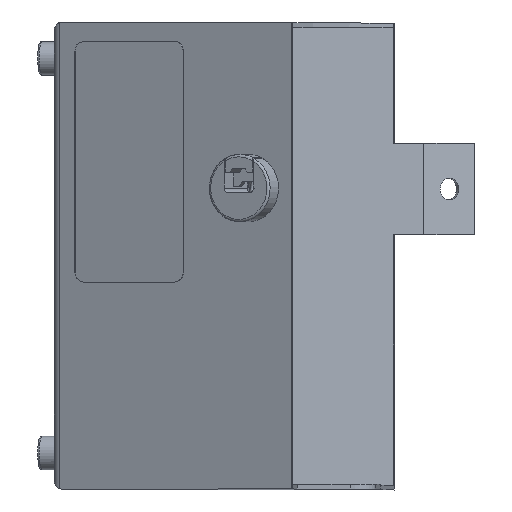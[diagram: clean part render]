
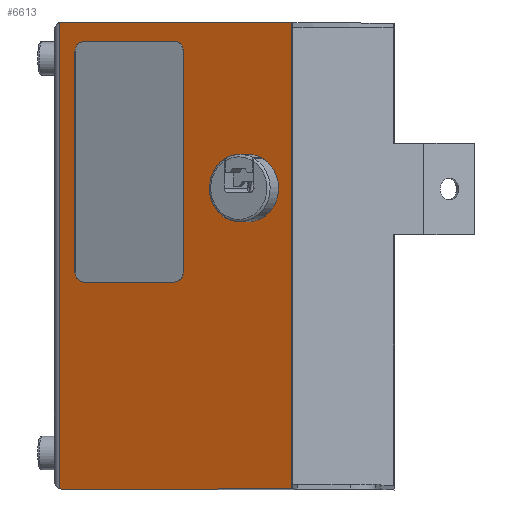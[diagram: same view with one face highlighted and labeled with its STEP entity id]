
A CAD part, top view. The second image highlights one B-rep face of the part: STEP entity #6613.
In plain terms, the highlighted planar face has unit normal (-0.44, 0, 0.898).
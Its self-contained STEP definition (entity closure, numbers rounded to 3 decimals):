
#59=CARTESIAN_POINT('',(-114.088,91.,44.647));
#60=VERTEX_POINT('',#59);
#67=CARTESIAN_POINT('',(-114.088,45.,44.647));
#68=VERTEX_POINT('',#67);
#69=CARTESIAN_POINT('',(-114.088,45.,44.647));
#70=DIRECTION('',(0.0,1.0,0.0));
#71=VECTOR('',#70,46.0);
#72=LINE('',#69,#71);
#73=EDGE_CURVE('',#68,#60,#72,.T.);
#98=CARTESIAN_POINT('',(-112.291,93.,45.526));
#99=VERTEX_POINT('',#98);
#106=CARTESIAN_POINT('',(-112.291,91.,45.526));
#107=DIRECTION('',(0.44,0.0,-0.898));
#108=DIRECTION('',(0.0,-1.0,0.0));
#109=AXIS2_PLACEMENT_3D('',#106,#107,#108);
#110=CIRCLE('',#109,2.);
#111=EDGE_CURVE('',#60,#99,#110,.T.);
#130=CARTESIAN_POINT('',(-93.429,93.,54.757));
#131=VERTEX_POINT('',#130);
#138=CARTESIAN_POINT('',(-112.291,93.,45.526));
#139=DIRECTION('',(0.898,0.0,0.44));
#140=VECTOR('',#139,21.);
#141=LINE('',#138,#140);
#142=EDGE_CURVE('',#99,#131,#141,.T.);
#162=CARTESIAN_POINT('',(-91.632,91.,55.636));
#163=VERTEX_POINT('',#162);
#170=CARTESIAN_POINT('',(-93.429,91.,54.757));
#171=DIRECTION('',(0.44,0.,-0.898));
#172=DIRECTION('',(-0.898,0.,-0.44));
#173=AXIS2_PLACEMENT_3D('',#170,#171,#172);
#174=CIRCLE('',#173,2.);
#175=EDGE_CURVE('',#131,#163,#174,.T.);
#194=CARTESIAN_POINT('',(-91.632,45.,55.636));
#195=VERTEX_POINT('',#194);
#202=CARTESIAN_POINT('',(-91.632,91.,55.636));
#203=DIRECTION('',(0.0,-1.0,0.0));
#204=VECTOR('',#203,46.);
#205=LINE('',#202,#204);
#206=EDGE_CURVE('',#163,#195,#205,.T.);
#226=CARTESIAN_POINT('',(-93.429,43.,54.757));
#227=VERTEX_POINT('',#226);
#234=CARTESIAN_POINT('',(-93.429,45.,54.757));
#235=DIRECTION('',(0.44,0.0,-0.898));
#236=DIRECTION('',(0.0,1.0,0.0));
#237=AXIS2_PLACEMENT_3D('',#234,#235,#236);
#238=CIRCLE('',#237,2.);
#239=EDGE_CURVE('',#195,#227,#238,.T.);
#258=CARTESIAN_POINT('',(-112.291,43.,45.526));
#259=VERTEX_POINT('',#258);
#266=CARTESIAN_POINT('',(-93.429,43.,54.757));
#267=DIRECTION('',(-0.898,0.,-0.44));
#268=VECTOR('',#267,21.);
#269=LINE('',#266,#268);
#270=EDGE_CURVE('',#227,#259,#269,.T.);
#289=CARTESIAN_POINT('',(-112.291,45.,45.526));
#290=DIRECTION('',(0.44,0.,-0.898));
#291=DIRECTION('',(0.898,0.,0.44));
#292=AXIS2_PLACEMENT_3D('',#289,#290,#291);
#293=CIRCLE('',#292,2.);
#294=EDGE_CURVE('',#259,#68,#293,.T.);
#4665=CARTESIAN_POINT('',(-81.213,67.863,60.734));
#4666=VERTEX_POINT('',#4665);
#4697=CARTESIAN_POINT('',(-80.943,68.042,60.866));
#4698=VERTEX_POINT('',#4697);
#5586=CARTESIAN_POINT('',(-75.105,68.619,63.723));
#5587=VERTEX_POINT('',#5586);
#5594=CARTESIAN_POINT('',(-75.105,67.863,63.723));
#5595=VERTEX_POINT('',#5594);
#5596=CARTESIAN_POINT('',(-75.105,67.863,63.723));
#5597=DIRECTION('',(0.0,1.0,0.0));
#5598=VECTOR('',#5597,0.756);
#5599=LINE('',#5596,#5598);
#5600=EDGE_CURVE('',#5595,#5587,#5599,.T.);
#5789=CARTESIAN_POINT('',(-81.213,68.619,60.734));
#5790=VERTEX_POINT('',#5789);
#5791=CARTESIAN_POINT('',(-81.213,68.619,60.734));
#5792=DIRECTION('',(0.0,-1.0,0.0));
#5793=VECTOR('',#5792,0.756);
#5794=LINE('',#5791,#5793);
#5795=EDGE_CURVE('',#5790,#4666,#5794,.T.);
#6113=CARTESIAN_POINT('',(-75.374,68.042,63.591));
#6114=VERTEX_POINT('',#6113);
#6121=CARTESIAN_POINT('',(-75.374,68.776,63.591));
#6122=VERTEX_POINT('',#6121);
#6123=CARTESIAN_POINT('',(-75.374,68.776,63.591));
#6124=DIRECTION('',(0.0,-1.0,0.0));
#6125=VECTOR('',#6124,0.734);
#6126=LINE('',#6123,#6125);
#6127=EDGE_CURVE('',#6122,#6114,#6126,.T.);
#6286=CARTESIAN_POINT('',(-80.943,68.776,60.866));
#6287=VERTEX_POINT('',#6286);
#6294=CARTESIAN_POINT('',(-80.943,68.042,60.866));
#6295=DIRECTION('',(0.0,1.0,0.0));
#6296=VECTOR('',#6295,0.734);
#6297=LINE('',#6294,#6296);
#6298=EDGE_CURVE('',#4698,#6287,#6297,.T.);
#6371=CARTESIAN_POINT('',(-78.159,62.5,62.229));
#6372=DIRECTION('',(0.44,0.,-0.898));
#6373=DIRECTION('',(-0.898,0.,-0.44));
#6374=AXIS2_PLACEMENT_3D('',#6371,#6372,#6373);
#6375=CIRCLE('',#6374,7.);
#6376=EDGE_CURVE('',#5587,#5790,#6375,.T.);
#6439=CARTESIAN_POINT('',(-78.159,62.5,62.229));
#6440=DIRECTION('',(0.44,0.,-0.898));
#6441=DIRECTION('',(-0.898,0.,-0.44));
#6442=AXIS2_PLACEMENT_3D('',#6439,#6440,#6441);
#6443=CIRCLE('',#6442,7.);
#6444=EDGE_CURVE('',#6287,#6122,#6443,.T.);
#6524=CARTESIAN_POINT('',(-118.703,97.,42.389));
#6525=DIRECTION('',(-0.44,0.0,0.898));
#6526=DIRECTION('',(0.898,0.0,0.44));
#6527=AXIS2_PLACEMENT_3D('',#6524,#6525,#6526);
#6528=PLANE('',#6527);
#6529=CARTESIAN_POINT('',(-117.362,96.918,43.045));
#6530=VERTEX_POINT('',#6529);
#6531=CARTESIAN_POINT('',(-116.83,97.,43.306));
#6532=VERTEX_POINT('',#6531);
#6533=CARTESIAN_POINT('',(-116.83,95.,43.306));
#6534=DIRECTION('',(0.44,0.0,-0.898));
#6535=DIRECTION('',(-0.898,0.,-0.44));
#6536=AXIS2_PLACEMENT_3D('',#6533,#6534,#6535);
#6537=ELLIPSE('',#6536,2.086,2.);
#6538=EDGE_CURVE('',#6530,#6532,#6537,.T.);
#6539=ORIENTED_EDGE('',*,*,#6538,.F.);
#6540=CARTESIAN_POINT('',(-117.362,0.082,43.045));
#6541=VERTEX_POINT('',#6540);
#6542=CARTESIAN_POINT('',(-117.362,0.082,43.045));
#6543=DIRECTION('',(0.0,1.0,0.0));
#6544=VECTOR('',#6543,96.835);
#6545=LINE('',#6542,#6544);
#6546=EDGE_CURVE('',#6541,#6530,#6545,.T.);
#6547=ORIENTED_EDGE('',*,*,#6546,.F.);
#6548=CARTESIAN_POINT('',(-116.83,0.0,43.306));
#6549=VERTEX_POINT('',#6548);
#6550=CARTESIAN_POINT('',(-116.83,2.,43.306));
#6551=DIRECTION('',(0.44,0.,-0.898));
#6552=DIRECTION('',(-0.898,0.,-0.44));
#6553=AXIS2_PLACEMENT_3D('',#6550,#6551,#6552);
#6554=ELLIPSE('',#6553,2.086,2.);
#6555=EDGE_CURVE('',#6549,#6541,#6554,.T.);
#6556=ORIENTED_EDGE('',*,*,#6555,.F.);
#6557=CARTESIAN_POINT('',(-69.177,0.,66.624));
#6558=VERTEX_POINT('',#6557);
#6559=CARTESIAN_POINT('',(-116.83,0.0,43.306));
#6560=DIRECTION('',(0.898,0.,0.44));
#6561=VECTOR('',#6560,53.053);
#6562=LINE('',#6559,#6561);
#6563=EDGE_CURVE('',#6549,#6558,#6562,.T.);
#6564=ORIENTED_EDGE('',*,*,#6563,.T.);
#6565=CARTESIAN_POINT('',(-69.177,97.,66.624));
#6566=VERTEX_POINT('',#6565);
#6567=CARTESIAN_POINT('',(-69.177,97.,66.624));
#6568=DIRECTION('',(0.0,-1.0,0.0));
#6569=VECTOR('',#6568,97.0);
#6570=LINE('',#6567,#6569);
#6571=EDGE_CURVE('',#6566,#6558,#6570,.T.);
#6572=ORIENTED_EDGE('',*,*,#6571,.F.);
#6573=CARTESIAN_POINT('',(-69.177,97.,66.624));
#6574=DIRECTION('',(-0.898,0.0,-0.44));
#6575=VECTOR('',#6574,53.053);
#6576=LINE('',#6573,#6575);
#6577=EDGE_CURVE('',#6566,#6532,#6576,.T.);
#6578=ORIENTED_EDGE('',*,*,#6577,.T.);
#6579=EDGE_LOOP('',(#6539,#6547,#6556,#6564,#6572,#6578));
#6580=FACE_OUTER_BOUND('',#6579,.T.);
#6581=ORIENTED_EDGE('',*,*,#73,.T.);
#6582=ORIENTED_EDGE('',*,*,#111,.T.);
#6583=ORIENTED_EDGE('',*,*,#142,.T.);
#6584=ORIENTED_EDGE('',*,*,#175,.T.);
#6585=ORIENTED_EDGE('',*,*,#206,.T.);
#6586=ORIENTED_EDGE('',*,*,#239,.T.);
#6587=ORIENTED_EDGE('',*,*,#270,.T.);
#6588=ORIENTED_EDGE('',*,*,#294,.T.);
#6589=EDGE_LOOP('',(#6581,#6582,#6583,#6584,#6585,#6586,#6587,#6588));
#6590=FACE_BOUND('',#6589,.T.);
#6591=ORIENTED_EDGE('',*,*,#5600,.T.);
#6592=ORIENTED_EDGE('',*,*,#6376,.T.);
#6593=ORIENTED_EDGE('',*,*,#5795,.T.);
#6594=CARTESIAN_POINT('',(-78.159,62.5,62.229));
#6595=DIRECTION('',(0.44,0.0,-0.898));
#6596=DIRECTION('',(0.396,-0.898,0.194));
#6597=AXIS2_PLACEMENT_3D('',#6594,#6595,#6596);
#6598=CIRCLE('',#6597,6.35);
#6599=EDGE_CURVE('',#4666,#4698,#6598,.T.);
#6600=ORIENTED_EDGE('',*,*,#6599,.T.);
#6601=ORIENTED_EDGE('',*,*,#6298,.T.);
#6602=ORIENTED_EDGE('',*,*,#6444,.T.);
#6603=ORIENTED_EDGE('',*,*,#6127,.T.);
#6604=CARTESIAN_POINT('',(-78.159,62.5,62.229));
#6605=DIRECTION('',(0.44,0.0,-0.898));
#6606=DIRECTION('',(-0.396,0.898,-0.194));
#6607=AXIS2_PLACEMENT_3D('',#6604,#6605,#6606);
#6608=CIRCLE('',#6607,6.35);
#6609=EDGE_CURVE('',#6114,#5595,#6608,.T.);
#6610=ORIENTED_EDGE('',*,*,#6609,.T.);
#6611=EDGE_LOOP('',(#6591,#6592,#6593,#6600,#6601,#6602,#6603,#6610));
#6612=FACE_BOUND('',#6611,.T.);
#6613=ADVANCED_FACE('',(#6580,#6590,#6612),#6528,.T.);
